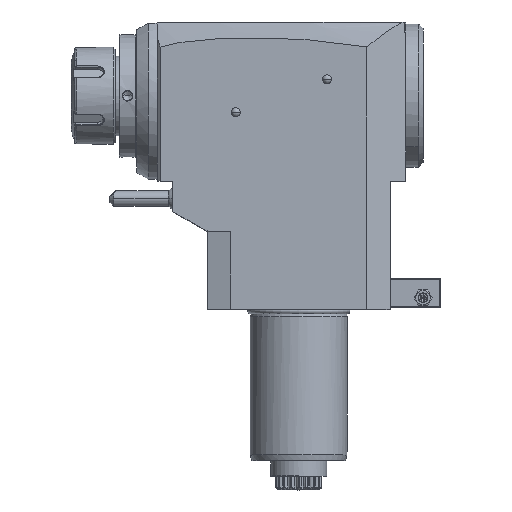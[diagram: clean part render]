
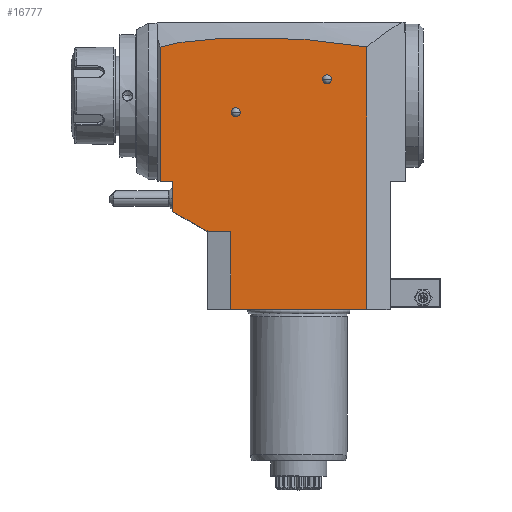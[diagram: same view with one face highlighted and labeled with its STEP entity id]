
A CAD part, top view. The second image highlights one B-rep face of the part: STEP entity #16777.
In plain terms, the highlighted planar face has unit normal (0, 0, 1).
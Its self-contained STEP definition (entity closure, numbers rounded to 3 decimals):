
#25=DIRECTION('',(-1.,0.,0.));
#26=VECTOR('',#25,70.);
#27=CARTESIAN_POINT('',(35.,0.,44.));
#28=LINE('',#27,#26);
#4132=DIRECTION('',(0.866,-0.5,0.));
#4133=VECTOR('',#4132,1.155);
#4134=CARTESIAN_POINT('',(-47.,40.577,44.));
#4135=LINE('',#4134,#4133);
#4136=DIRECTION('',(0.,1.,0.));
#4137=VECTOR('',#4136,0.577);
#4138=CARTESIAN_POINT('',(-47.,40.,44.));
#4139=LINE('',#4138,#4137);
#4140=DIRECTION('',(0.866,-0.5,0.));
#4141=VECTOR('',#4140,20.785);
#4142=CARTESIAN_POINT('',(-65.,50.392,44.));
#4143=LINE('',#4142,#4141);
#4144=DIRECTION('',(0.,-1.,0.));
#4145=VECTOR('',#4144,15.608);
#4146=CARTESIAN_POINT('',(-65.,66.,44.));
#4147=LINE('',#4146,#4145);
#4148=DIRECTION('',(0.,-1.,0.));
#4149=VECTOR('',#4148,69.054);
#4150=CARTESIAN_POINT('',(-71.5,135.054,44.));
#4151=LINE('',#4150,#4149);
#4152=CARTESIAN_POINT('',(35.,135.17,44.));
#4153=CARTESIAN_POINT('',(33.911,135.381,44.));
#4154=CARTESIAN_POINT('',(31.691,135.787,44.));
#4155=CARTESIAN_POINT('',(28.238,136.354,44.));
#4156=CARTESIAN_POINT('',(24.669,136.88,44.));
#4157=CARTESIAN_POINT('',(20.987,137.367,44.));
#4158=CARTESIAN_POINT('',(17.204,137.814,44.));
#4159=CARTESIAN_POINT('',(13.245,138.23,44.));
#4160=CARTESIAN_POINT('',(9.028,138.619,44.));
#4161=CARTESIAN_POINT('',(4.442,138.983,44.));
#4162=CARTESIAN_POINT('',(-0.458,139.307,44.));
#4163=CARTESIAN_POINT('',(-5.481,139.573,44.));
#4164=CARTESIAN_POINT('',(-10.48,139.772,44.));
#4165=CARTESIAN_POINT('',(-15.461,139.908,44.));
#4166=CARTESIAN_POINT('',(-20.422,139.979,44.));
#4167=CARTESIAN_POINT('',(-25.306,139.986,44.));
#4168=CARTESIAN_POINT('',(-30.05,139.93,44.));
#4169=CARTESIAN_POINT('',(-34.656,139.812,44.));
#4170=CARTESIAN_POINT('',(-39.113,139.635,44.));
#4171=CARTESIAN_POINT('',(-43.245,139.408,44.));
#4172=CARTESIAN_POINT('',(-46.949,139.149,44.));
#4173=CARTESIAN_POINT('',(-50.225,138.87,44.));
#4174=CARTESIAN_POINT('',(-53.086,138.583,44.));
#4175=CARTESIAN_POINT('',(-55.613,138.292,44.));
#4176=CARTESIAN_POINT('',(-57.877,137.997,44.));
#4177=CARTESIAN_POINT('',(-59.892,137.703,44.));
#4178=CARTESIAN_POINT('',(-61.672,137.415,44.));
#4179=CARTESIAN_POINT('',(-63.233,137.137,44.));
#4180=CARTESIAN_POINT('',(-64.628,136.866,44.));
#4181=CARTESIAN_POINT('',(-65.908,136.596,44.));
#4182=CARTESIAN_POINT('',(-67.129,136.316,44.));
#4183=CARTESIAN_POINT('',(-68.327,136.017,44.));
#4184=CARTESIAN_POINT('',(-69.47,135.703,44.));
#4185=CARTESIAN_POINT('',(-70.543,135.378,44.));
#4186=CARTESIAN_POINT('',(-71.191,135.162,44.));
#4187=CARTESIAN_POINT('',(-71.5,135.054,44.));
#4189=DIRECTION('',(0.,-1.,0.));
#4190=VECTOR('',#4189,135.17);
#4191=CARTESIAN_POINT('',(35.,135.17,44.));
#4192=LINE('',#4191,#4190);
#4193=CARTESIAN_POINT('',(-32.5,101.5,44.));
#4194=DIRECTION('',(0.,0.,-1.));
#4195=DIRECTION('',(-1.,0.,0.));
#4196=AXIS2_PLACEMENT_3D('',#4193,#4194,#4195);
#4198=CARTESIAN_POINT('',(-32.5,101.5,44.));
#4199=DIRECTION('',(0.,0.,-1.));
#4200=DIRECTION('',(1.,0.,0.));
#4201=AXIS2_PLACEMENT_3D('',#4198,#4199,#4200);
#4243=DIRECTION('',(0.,-1.,0.));
#4244=VECTOR('',#4243,40.);
#4245=CARTESIAN_POINT('',(-35.,40.,44.));
#4246=LINE('',#4245,#4244);
#4259=DIRECTION('',(1.,0.,0.));
#4260=VECTOR('',#4259,11.);
#4261=CARTESIAN_POINT('',(-46.,40.,44.));
#4262=LINE('',#4261,#4260);
#4328=DIRECTION('',(1.,0.,0.));
#4329=VECTOR('',#4328,6.5);
#4330=CARTESIAN_POINT('',(-71.5,66.,44.));
#4331=LINE('',#4330,#4329);
#4957=CARTESIAN_POINT('',(14.5,118.5,44.));
#4958=DIRECTION('',(0.,0.,-1.));
#4959=DIRECTION('',(-1.,0.,0.));
#4960=AXIS2_PLACEMENT_3D('',#4957,#4958,#4959);
#4962=CARTESIAN_POINT('',(14.5,118.5,44.));
#4963=DIRECTION('',(0.,0.,-1.));
#4964=DIRECTION('',(1.,0.,0.));
#4965=AXIS2_PLACEMENT_3D('',#4962,#4963,#4964);
#12244=CARTESIAN_POINT('',(-71.5,66.,44.));
#12245=VERTEX_POINT('',#12244);
#12246=VERTEX_POINT('',#4152);
#12247=VERTEX_POINT('',#4187);
#12266=CARTESIAN_POINT('',(-46.,40.,44.));
#12267=CARTESIAN_POINT('',(-35.,40.,44.));
#12268=VERTEX_POINT('',#12266);
#12269=VERTEX_POINT('',#12267);
#12583=CARTESIAN_POINT('',(-34.75,101.5,44.));
#12584=CARTESIAN_POINT('',(-30.25,101.5,44.));
#12585=VERTEX_POINT('',#12583);
#12586=VERTEX_POINT('',#12584);
#12589=CARTESIAN_POINT('',(35.,0.,44.));
#12590=CARTESIAN_POINT('',(-35.,0.,44.));
#12591=VERTEX_POINT('',#12589);
#12592=VERTEX_POINT('',#12590);
#12621=CARTESIAN_POINT('',(-65.,50.392,44.));
#12622=CARTESIAN_POINT('',(-47.,40.,44.));
#12623=VERTEX_POINT('',#12621);
#12624=VERTEX_POINT('',#12622);
#12771=CARTESIAN_POINT('',(-47.,40.577,44.));
#12773=VERTEX_POINT('',#12771);
#12835=CARTESIAN_POINT('',(12.25,118.5,44.));
#12836=CARTESIAN_POINT('',(16.75,118.5,44.));
#12837=VERTEX_POINT('',#12835);
#12838=VERTEX_POINT('',#12836);
#12841=CARTESIAN_POINT('',(-65.,66.,44.));
#12842=VERTEX_POINT('',#12841);
#16740=CARTESIAN_POINT('',(-53.475,40.,44.));
#16741=DIRECTION('',(0.,0.,1.));
#16742=DIRECTION('',(1.,0.,0.));
#16743=AXIS2_PLACEMENT_3D('',#16740,#16741,#16742);
#16744=PLANE('',#16743);
#16746=ORIENTED_EDGE('',*,*,#16745,.F.);
#16748=ORIENTED_EDGE('',*,*,#16747,.F.);
#16750=ORIENTED_EDGE('',*,*,#16749,.F.);
#16752=ORIENTED_EDGE('',*,*,#16751,.F.);
#16754=ORIENTED_EDGE('',*,*,#16753,.F.);
#16755=ORIENTED_EDGE('',*,*,#16429,.F.);
#16756=ORIENTED_EDGE('',*,*,#16478,.F.);
#16757=ORIENTED_EDGE('',*,*,#16733,.T.);
#16758=ORIENTED_EDGE('',*,*,#12872,.T.);
#16760=ORIENTED_EDGE('',*,*,#16759,.F.);
#16762=ORIENTED_EDGE('',*,*,#16761,.F.);
#16763=EDGE_LOOP('',(#16746,#16748,#16750,#16752,#16754,#16755,#16756,#16757,
#16758,#16760,#16762));
#16764=FACE_OUTER_BOUND('',#16763,.F.);
#16766=ORIENTED_EDGE('',*,*,#16765,.F.);
#16768=ORIENTED_EDGE('',*,*,#16767,.F.);
#16769=EDGE_LOOP('',(#16766,#16768));
#16770=FACE_BOUND('',#16769,.F.);
#16772=ORIENTED_EDGE('',*,*,#16771,.F.);
#16774=ORIENTED_EDGE('',*,*,#16773,.F.);
#16775=EDGE_LOOP('',(#16772,#16774));
#16776=FACE_BOUND('',#16775,.F.);
#4188=B_SPLINE_CURVE_WITH_KNOTS('',3,(#4152,#4153,#4154,#4155,#4156,#4157,#4158,
#4159,#4160,#4161,#4162,#4163,#4164,#4165,#4166,#4167,#4168,#4169,#4170,#4171,
#4172,#4173,#4174,#4175,#4176,#4177,#4178,#4179,#4180,#4181,#4182,#4183,#4184,
#4185,#4186,#4187),.UNSPECIFIED.,.F.,.F.,(4,1,1,1,1,1,1,1,1,1,1,1,1,1,1,1,1,1,1,
1,1,1,1,1,1,1,1,1,1,1,1,1,1,4),(0.,0.03,0.061,
0.091,0.121,0.152,0.182,
0.212,0.242,0.273,0.303,
0.333,0.364,0.394,0.424,
0.455,0.485,0.515,0.545,
0.576,0.606,0.636,0.667,
0.697,0.727,0.758,0.788,
0.818,0.848,0.879,0.909,
0.939,0.97,1.),.UNSPECIFIED.);
#4197=CIRCLE('',#4196,2.25);
#4202=CIRCLE('',#4201,2.25);
#4961=CIRCLE('',#4960,2.25);
#4966=CIRCLE('',#4965,2.25);
#12872=EDGE_CURVE('',#12591,#12592,#28,.T.);
#16429=EDGE_CURVE('',#12247,#12245,#4151,.T.);
#16478=EDGE_CURVE('',#12246,#12247,#4188,.T.);
#16733=EDGE_CURVE('',#12246,#12591,#4192,.T.);
#16745=EDGE_CURVE('',#12773,#12268,#4135,.T.);
#16747=EDGE_CURVE('',#12624,#12773,#4139,.T.);
#16749=EDGE_CURVE('',#12623,#12624,#4143,.T.);
#16751=EDGE_CURVE('',#12842,#12623,#4147,.T.);
#16753=EDGE_CURVE('',#12245,#12842,#4331,.T.);
#16759=EDGE_CURVE('',#12269,#12592,#4246,.T.);
#16761=EDGE_CURVE('',#12268,#12269,#4262,.T.);
#16765=EDGE_CURVE('',#12837,#12838,#4961,.T.);
#16767=EDGE_CURVE('',#12838,#12837,#4966,.T.);
#16771=EDGE_CURVE('',#12585,#12586,#4197,.T.);
#16773=EDGE_CURVE('',#12586,#12585,#4202,.T.);
#16777=ADVANCED_FACE('',(#16764,#16770,#16776),#16744,.T.);
